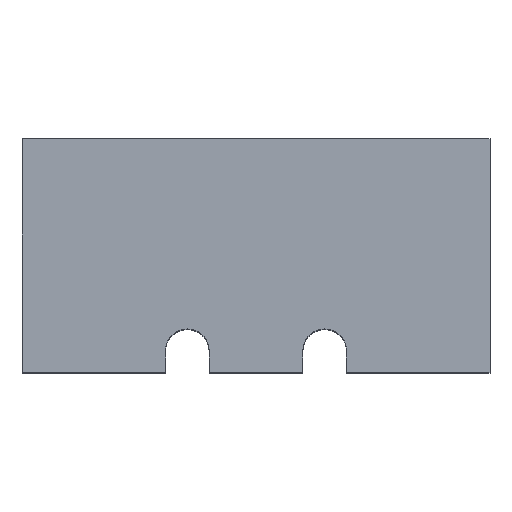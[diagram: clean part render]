
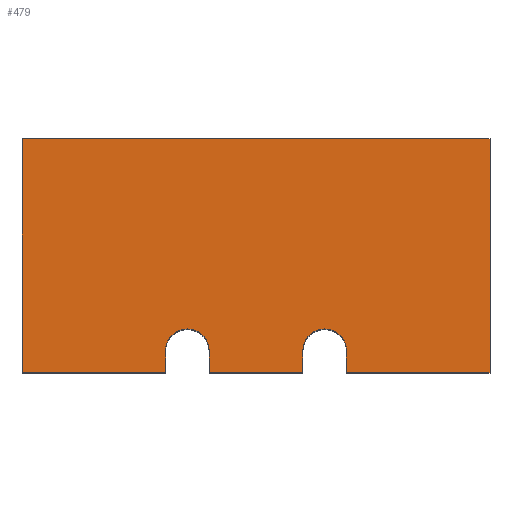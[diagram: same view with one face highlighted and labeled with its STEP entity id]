
A CAD part, top view. The second image highlights one B-rep face of the part: STEP entity #479.
In plain terms, the highlighted planar face has unit normal (0, 0, 1).
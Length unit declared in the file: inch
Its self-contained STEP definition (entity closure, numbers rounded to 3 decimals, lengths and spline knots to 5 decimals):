
#12 = LINE ( 'NONE', #1315, #1057 ) ;
#13 = VERTEX_POINT ( 'NONE', #719 ) ;
#20 = DIRECTION ( 'NONE',  ( 1., 0., 0. ) ) ;
#55 = VERTEX_POINT ( 'NONE', #1136 ) ;
#89 = VERTEX_POINT ( 'NONE', #1986 ) ;
#122 = CARTESIAN_POINT ( 'NONE',  ( 0.382, -0.255, 0.1146 ) ) ;
#136 = CARTESIAN_POINT ( 'NONE',  ( 0.452, -0.255, 0.1146 ) ) ;
#140 = CARTESIAN_POINT ( 'NONE',  ( -0.068, -0.325, 0.1146 ) ) ;
#194 = DIRECTION ( 'NONE',  ( 0., -1., 0. ) ) ;
#195 = CARTESIAN_POINT ( 'NONE',  ( 0.682, -0.325, 0.1146 ) ) ;
#219 = VERTEX_POINT ( 'NONE', #2020 ) ;
#225 = DIRECTION ( 'NONE',  ( 0., -1., 0. ) ) ;
#232 = CARTESIAN_POINT ( 'NONE',  ( 0.452, -0.29, 0.1146 ) ) ;
#272 = DIRECTION ( 'NONE',  ( 0., 0., -1. ) ) ;
#275 = CARTESIAN_POINT ( 'NONE',  ( 0.417, -0.29, 0.1146 ) ) ;
#337 = ORIENTED_EDGE ( 'NONE', *, *, #1486, .F. ) ;
#355 = AXIS2_PLACEMENT_3D ( 'NONE', #1491, #2100, #1686 ) ;
#376 = ORIENTED_EDGE ( 'NONE', *, *, #2322, .F. ) ;
#384 = EDGE_CURVE ( 'NONE', #815, #89, #976, .T. ) ;
#386 = VERTEX_POINT ( 'NONE', #232 ) ;
#412 = PLANE ( 'NONE',  #355 ) ;
#440 = EDGE_CURVE ( 'NONE', #55, #1873, #783, .T. ) ;
#445 = DIRECTION ( 'NONE',  ( 0., 1., 0. ) ) ;
#448 = VECTOR ( 'NONE', #445, 39.37008 ) ;
#466 = CARTESIAN_POINT ( 'NONE',  ( 0.232, -0.255, 0.1146 ) ) ;
#479 = ADVANCED_FACE ( 'NONE', ( #2379 ), #412, .F. ) ;
#487 = CARTESIAN_POINT ( 'NONE',  ( 0.417, -0.29, 0.1146 ) ) ;
#497 = VERTEX_POINT ( 'NONE', #1282 ) ;
#540 = AXIS2_PLACEMENT_3D ( 'NONE', #1835, #568, #2037 ) ;
#560 = ORIENTED_EDGE ( 'NONE', *, *, #2676, .T. ) ;
#568 = DIRECTION ( 'NONE',  ( 0., 0., -1. ) ) ;
#622 = DIRECTION ( 'NONE',  ( -1., 0., 0. ) ) ;
#627 = VECTOR ( 'NONE', #1234, 39.37008 ) ;
#632 = EDGE_CURVE ( 'NONE', #386, #939, #748, .T. ) ;
#691 = ORIENTED_EDGE ( 'NONE', *, *, #384, .T. ) ;
#705 = LINE ( 'NONE', #2488, #1763 ) ;
#715 = ORIENTED_EDGE ( 'NONE', *, *, #1681, .T. ) ;
#719 = CARTESIAN_POINT ( 'NONE',  ( 0.382, -0.325, 0.1146 ) ) ;
#739 = EDGE_CURVE ( 'NONE', #497, #1648, #1195, .T. ) ;
#748 = LINE ( 'NONE', #136, #818 ) ;
#783 = LINE ( 'NONE', #466, #1465 ) ;
#807 = CIRCLE ( 'NONE', #809, 0.035 ) ;
#809 = AXIS2_PLACEMENT_3D ( 'NONE', #275, #2563, #1080 ) ;
#815 = VERTEX_POINT ( 'NONE', #2004 ) ;
#818 = VECTOR ( 'NONE', #2266, 39.37008 ) ;
#842 = CARTESIAN_POINT ( 'NONE',  ( 0.452, -0.325, 0.1146 ) ) ;
#852 = ORIENTED_EDGE ( 'NONE', *, *, #2465, .F. ) ;
#911 = ORIENTED_EDGE ( 'NONE', *, *, #739, .T. ) ;
#930 = DIRECTION ( 'NONE',  ( -1., 0., 0. ) ) ;
#939 = VERTEX_POINT ( 'NONE', #842 ) ;
#957 = ORIENTED_EDGE ( 'NONE', *, *, #1566, .F. ) ;
#976 = CIRCLE ( 'NONE', #1819, 0.035 ) ;
#997 = LINE ( 'NONE', #1895, #448 ) ;
#1049 = ORIENTED_EDGE ( 'NONE', *, *, #440, .T. ) ;
#1057 = VECTOR ( 'NONE', #930, 39.37008 ) ;
#1080 = DIRECTION ( 'NONE',  ( -1., 0., 0. ) ) ;
#1136 = CARTESIAN_POINT ( 'NONE',  ( 0.232, -0.29, 0.1146 ) ) ;
#1146 = EDGE_CURVE ( 'NONE', #13, #1873, #12, .T. ) ;
#1174 = EDGE_LOOP ( 'NONE', ( #337, #376, #911, #2148, #1049, #1353, #957, #691, #715, #2035, #2514, #560, #852, #1472 ) ) ;
#1195 = CIRCLE ( 'NONE', #2531, 0.035 ) ;
#1234 = DIRECTION ( 'NONE',  ( -1., 0., 0. ) ) ;
#1253 = CIRCLE ( 'NONE', #540, 0.035 ) ;
#1255 = CARTESIAN_POINT ( 'NONE',  ( 0.232, -0.325, 0.1146 ) ) ;
#1282 = CARTESIAN_POINT ( 'NONE',  ( 0.162, -0.29, 0.1146 ) ) ;
#1308 = CARTESIAN_POINT ( 'NONE',  ( 0.197, -0.255, 0.1146 ) ) ;
#1315 = CARTESIAN_POINT ( 'NONE',  ( 0.682, -0.325, 0.1146 ) ) ;
#1353 = ORIENTED_EDGE ( 'NONE', *, *, #1146, .F. ) ;
#1367 = LINE ( 'NONE', #1884, #2476 ) ;
#1455 = CARTESIAN_POINT ( 'NONE',  ( 0.162, -0.255, 0.1146 ) ) ;
#1465 = VECTOR ( 'NONE', #225, 39.37008 ) ;
#1472 = ORIENTED_EDGE ( 'NONE', *, *, #2310, .F. ) ;
#1476 = VERTEX_POINT ( 'NONE', #140 ) ;
#1486 = EDGE_CURVE ( 'NONE', #219, #1476, #2298, .T. ) ;
#1491 = CARTESIAN_POINT ( 'NONE',  ( 0.682, -0.325, 0.1146 ) ) ;
#1530 = DIRECTION ( 'NONE',  ( -1., 0., 0. ) ) ;
#1566 = EDGE_CURVE ( 'NONE', #815, #13, #2105, .T. ) ;
#1600 = VECTOR ( 'NONE', #20, 39.37008 ) ;
#1602 = CARTESIAN_POINT ( 'NONE',  ( 0.682, -0.325, 0.1146 ) ) ;
#1633 = LINE ( 'NONE', #1455, #2179 ) ;
#1648 = VERTEX_POINT ( 'NONE', #1308 ) ;
#1681 = EDGE_CURVE ( 'NONE', #89, #386, #807, .T. ) ;
#1686 = DIRECTION ( 'NONE',  ( -1., 0., 0. ) ) ;
#1763 = VECTOR ( 'NONE', #2071, 39.37008 ) ;
#1819 = AXIS2_PLACEMENT_3D ( 'NONE', #487, #272, #1530 ) ;
#1835 = CARTESIAN_POINT ( 'NONE',  ( 0.197, -0.29, 0.1146 ) ) ;
#1873 = VERTEX_POINT ( 'NONE', #1255 ) ;
#1884 = CARTESIAN_POINT ( 'NONE',  ( 0.682, -0.325, 0.1146 ) ) ;
#1895 = CARTESIAN_POINT ( 'NONE',  ( 0.682, -0.325, 0.1146 ) ) ;
#1941 = DIRECTION ( 'NONE',  ( 0., -1., 0. ) ) ;
#1986 = CARTESIAN_POINT ( 'NONE',  ( 0.417, -0.255, 0.1146 ) ) ;
#2004 = CARTESIAN_POINT ( 'NONE',  ( 0.382, -0.29, 0.1146 ) ) ;
#2020 = CARTESIAN_POINT ( 'NONE',  ( 0.162, -0.325, 0.1146 ) ) ;
#2035 = ORIENTED_EDGE ( 'NONE', *, *, #632, .T. ) ;
#2037 = DIRECTION ( 'NONE',  ( -1., 0., 0. ) ) ;
#2061 = VERTEX_POINT ( 'NONE', #2367 ) ;
#2071 = DIRECTION ( 'NONE',  ( 0., 1., 0. ) ) ;
#2100 = DIRECTION ( 'NONE',  ( 0., 0., -1. ) ) ;
#2101 = VERTEX_POINT ( 'NONE', #2167 ) ;
#2105 = LINE ( 'NONE', #122, #2657 ) ;
#2127 = CARTESIAN_POINT ( 'NONE',  ( -0.068, 0.05, 0.1146 ) ) ;
#2148 = ORIENTED_EDGE ( 'NONE', *, *, #2273, .T. ) ;
#2167 = CARTESIAN_POINT ( 'NONE',  ( -0.068, 0.05, 0.1146 ) ) ;
#2179 = VECTOR ( 'NONE', #194, 39.37008 ) ;
#2219 = VERTEX_POINT ( 'NONE', #1602 ) ;
#2266 = DIRECTION ( 'NONE',  ( 0., -1., 0. ) ) ;
#2273 = EDGE_CURVE ( 'NONE', #1648, #55, #1253, .T. ) ;
#2298 = LINE ( 'NONE', #195, #627 ) ;
#2310 = EDGE_CURVE ( 'NONE', #1476, #2101, #705, .T. ) ;
#2322 = EDGE_CURVE ( 'NONE', #497, #219, #1633, .T. ) ;
#2334 = EDGE_CURVE ( 'NONE', #2219, #939, #1367, .T. ) ;
#2367 = CARTESIAN_POINT ( 'NONE',  ( 0.682, 0.05, 0.1146 ) ) ;
#2379 = FACE_OUTER_BOUND ( 'NONE', #1174, .T. ) ;
#2400 = CARTESIAN_POINT ( 'NONE',  ( 0.197, -0.29, 0.1146 ) ) ;
#2465 = EDGE_CURVE ( 'NONE', #2101, #2061, #2687, .T. ) ;
#2476 = VECTOR ( 'NONE', #622, 39.37008 ) ;
#2488 = CARTESIAN_POINT ( 'NONE',  ( -0.068, -0.325, 0.1146 ) ) ;
#2514 = ORIENTED_EDGE ( 'NONE', *, *, #2334, .F. ) ;
#2531 = AXIS2_PLACEMENT_3D ( 'NONE', #2400, #2599, #2619 ) ;
#2563 = DIRECTION ( 'NONE',  ( 0., 0., -1. ) ) ;
#2599 = DIRECTION ( 'NONE',  ( 0., 0., -1. ) ) ;
#2619 = DIRECTION ( 'NONE',  ( -1., 0., 0. ) ) ;
#2657 = VECTOR ( 'NONE', #1941, 39.37008 ) ;
#2676 = EDGE_CURVE ( 'NONE', #2219, #2061, #997, .T. ) ;
#2687 = LINE ( 'NONE', #2127, #1600 ) ;
